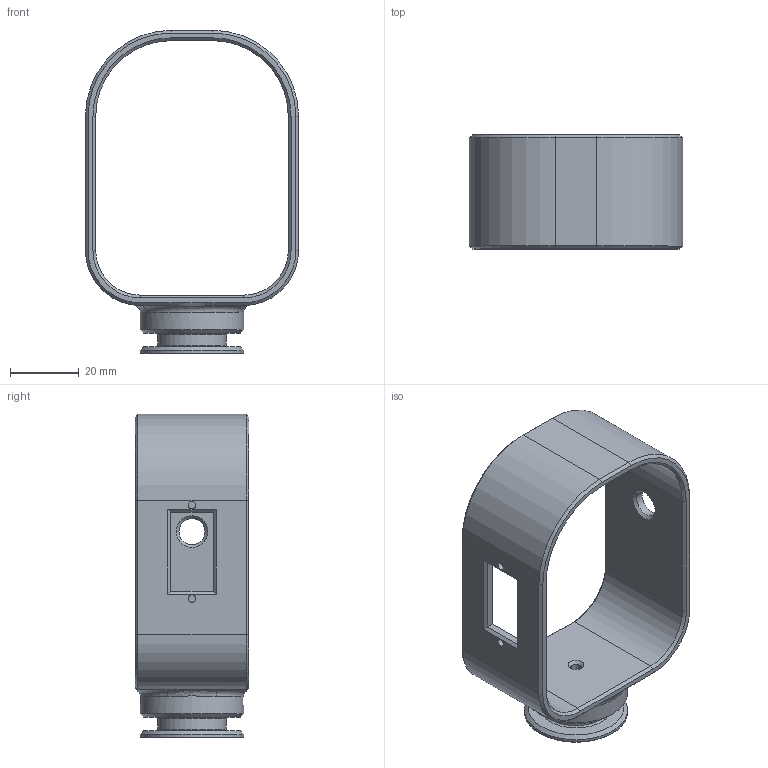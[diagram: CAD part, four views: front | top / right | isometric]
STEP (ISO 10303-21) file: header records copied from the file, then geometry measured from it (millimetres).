
FILE_DESCRIPTION(/* description */ (''),/* implementation_level */ '2;1');
FILE_NAME(/* name */ 'servoMount v17.step',/* time_stamp */ '2019-06-20T20:24:29-07:00',/* author */ (''),/* organization */ (''),/* preprocessor_version */ 'ST-DEVELOPER v18',/* originating_system */ 'Autodesk Translation Framework v8.2.0.1029',/* authorisation */ '');
FILE_SCHEMA (('AUTOMOTIVE_DESIGN { 1 0 10303 214 3 1 1 }'));
Length unit declared in the file: millimetre
Products named in the file (1): servoMount
Bounding box: 62 x 33.1 x 94.02 mm (x, y, z)
Volume: 30252.8 mm3; surface area: 18450.5 mm2
Topology: 1 solids, 1 shells, 94 faces, 220 edges, 131 vertices
Faces by surface type: plane 43, cone 23, cylinder 16, bspline 8, torus 4
Full cylindrical faces by diameter (mm): 2.2 x2, 3 x1, 7.6 x1, 8.1 x1, 20 x1, 30 x2
Entity records: 2975 total; most frequent: CARTESIAN_POINT 773, DIRECTION 451, ORIENTED_EDGE 440, EDGE_CURVE 220, AXIS2_PLACEMENT_3D 161, VERTEX_POINT 131, LINE 129, VECTOR 129
